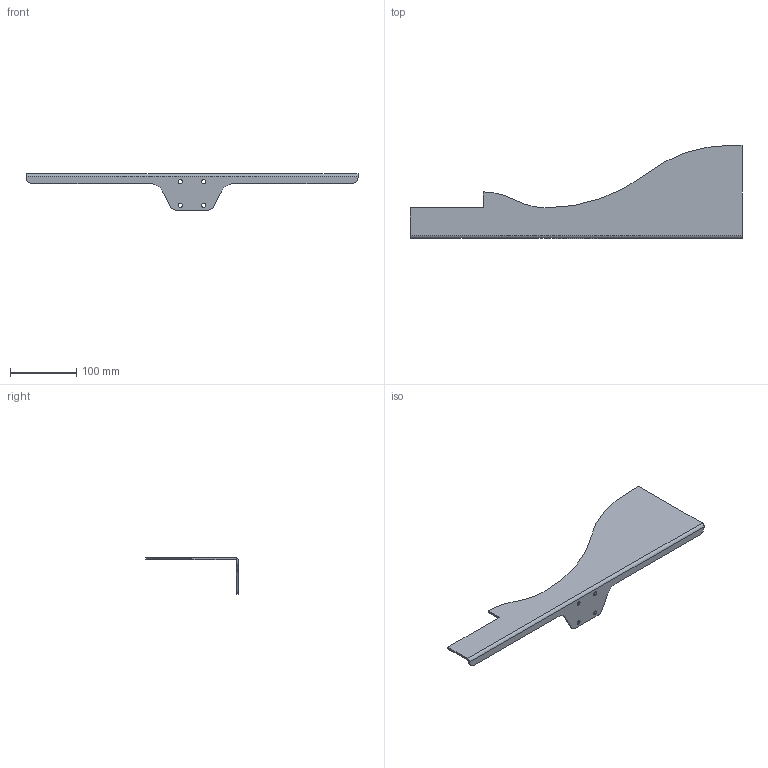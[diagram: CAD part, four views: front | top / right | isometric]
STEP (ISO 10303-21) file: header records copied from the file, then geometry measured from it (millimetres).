
FILE_DESCRIPTION (( 'STEP AP214' ), '1' );
FILE_NAME ('Profil-Ferrobotics-neu.STEP', '2021-02-12T10:39:37', ( '' ), ( '' ), 'SwSTEP 2.0', 'SolidWorks 2019', '' );
FILE_SCHEMA (( 'AUTOMOTIVE_DESIGN' ));
Length unit declared in the file: millimetre
Products named in the file (1): Profil-Ferrobotics-neu
Bounding box: 500 x 140 x 55 mm (x, y, z)
Volume: 140765.1 mm3; surface area: 97945.9 mm2
Topology: 1 solids, 1 shells, 38 faces, 100 edges, 64 vertices
Faces by surface type: cylinder 20, plane 18
Entity records: 1230 total; most frequent: DIRECTION 218, CARTESIAN_POINT 203, ORIENTED_EDGE 200, EDGE_CURVE 100, AXIS2_PLACEMENT_3D 79, VERTEX_POINT 64, LINE 60, VECTOR 60
